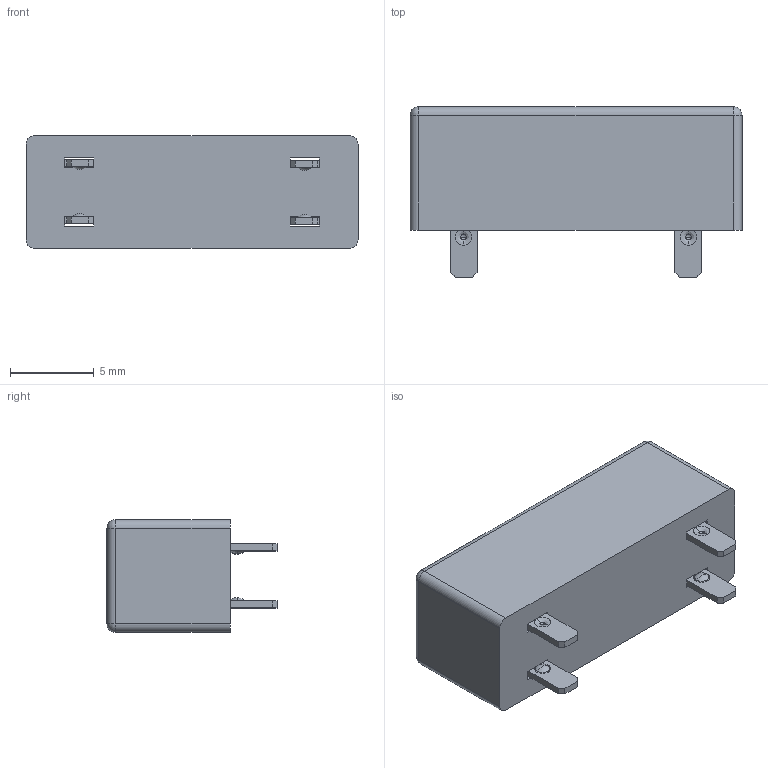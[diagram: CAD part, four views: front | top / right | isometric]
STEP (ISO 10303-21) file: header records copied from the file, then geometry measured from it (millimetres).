
FILE_DESCRIPTION(('FreeCAD Model'),'2;1');
FILE_NAME('Keystone_3557-2.STEP', '2018-08-13T11:24:34',('Author'),(''), 'Open CASCADE STEP processor 7.2','FreeCAD','Unknown');
FILE_SCHEMA(('AUTOMOTIVE_DESIGN { 1 0 10303 214 1 1 1 1 }'));
Length unit declared in the file: millimetre
Products named in the file (1): 3557-2
Bounding box: 19.81 x 10.16 x 6.73 mm (x, y, z)
Surface area: 1299.5 mm2 (no closed solid volume)
Topology: 0 solids, 3 shells, 180 faces, 1528 edges, 4220 vertices
Faces by surface type: plane 112, cylinder 32, sphere 20, torus 8, revolution 8
Entity records: 25004 total; most frequent: CARTESIAN_POINT 8573, DIRECTION 3144, LINE 1890, VECTOR 1890, GEOMETRIC_CURVE_SET 961, ORIENTED_EDGE 956, PCURVE 956, DEFINITIONAL_REPRESENTATION 956
